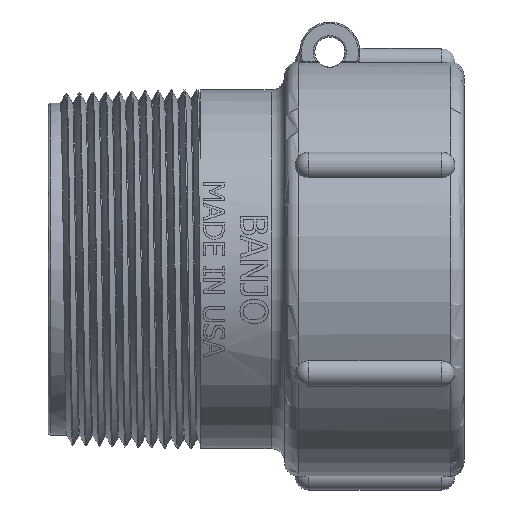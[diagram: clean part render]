
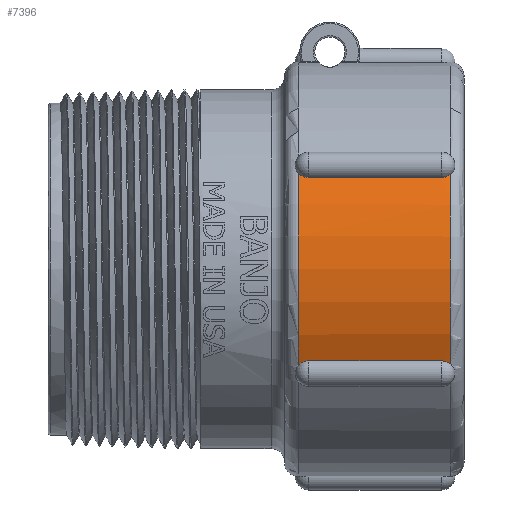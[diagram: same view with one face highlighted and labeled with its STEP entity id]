
A CAD part, left-side view. The second image highlights one B-rep face of the part: STEP entity #7396.
In plain terms, the highlighted cylindrical face has radius 34.925 mm (diameter 69.85 mm), a partial arc.
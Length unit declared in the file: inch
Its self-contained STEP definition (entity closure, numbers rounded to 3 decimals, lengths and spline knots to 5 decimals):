
#637=CIRCLE('',#7973,1.375);
#644=CIRCLE('',#7984,1.375);
#1045=FACE_OUTER_BOUND('',#1488,.T.);
#1488=EDGE_LOOP('',(#6643,#6644,#6645,#6646,#6647,#6648,#6649,#6650));
#1935=B_SPLINE_CURVE_WITH_KNOTS('',3,(#30729,#30730,#30731,#30732,#30733,
#30734,#30735,#30736),.UNSPECIFIED.,.F.,.F.,(4,2,2,4),(1.17028,
1.20648,1.28544,1.3644),.UNSPECIFIED.);
#1936=B_SPLINE_CURVE_WITH_KNOTS('',3,(#30740,#30741,#30742,#30743,#30744,
#30745,#30746,#30747),.UNSPECIFIED.,.F.,.F.,(4,2,2,4),(0.,0.07896,
0.15792,0.15952),.UNSPECIFIED.);
#1937=B_SPLINE_CURVE_WITH_KNOTS('',3,(#30751,#30752,#30753,#30754,#30755,
#30756,#30757,#30758),.UNSPECIFIED.,.F.,.F.,(4,2,2,4),(0.52268,
0.52428,0.60324,0.6822),.UNSPECIFIED.);
#1938=B_SPLINE_CURVE_WITH_KNOTS('',3,(#30761,#30762,#30763,#30764,#30765,
#30766,#30767,#30768),.UNSPECIFIED.,.F.,.F.,(4,2,2,4),(0.6822,
0.76116,0.84012,0.87632),.UNSPECIFIED.);
#2376=LINE('',#30738,#2810);
#2377=LINE('',#30760,#2811);
#2810=VECTOR('',#9426,0.3937);
#2811=VECTOR('',#9429,0.3937);
#3507=VERTEX_POINT('',#30537);
#3508=VERTEX_POINT('',#30544);
#3535=VERTEX_POINT('',#30728);
#3536=VERTEX_POINT('',#30737);
#3537=VERTEX_POINT('',#30739);
#3538=VERTEX_POINT('',#30748);
#3539=VERTEX_POINT('',#30750);
#3540=VERTEX_POINT('',#30759);
#4575=EDGE_CURVE('',#3507,#3508,#637,.T.);
#4607=EDGE_CURVE('',#3535,#3507,#1935,.F.);
#4608=EDGE_CURVE('',#3535,#3536,#2376,.T.);
#4609=EDGE_CURVE('',#3537,#3536,#1936,.F.);
#4610=EDGE_CURVE('',#3538,#3537,#644,.T.);
#4611=EDGE_CURVE('',#3539,#3538,#1937,.F.);
#4612=EDGE_CURVE('',#3539,#3540,#2377,.T.);
#4613=EDGE_CURVE('',#3508,#3540,#1938,.F.);
#6643=ORIENTED_EDGE('',*,*,#4575,.F.);
#6644=ORIENTED_EDGE('',*,*,#4607,.F.);
#6645=ORIENTED_EDGE('',*,*,#4608,.T.);
#6646=ORIENTED_EDGE('',*,*,#4609,.F.);
#6647=ORIENTED_EDGE('',*,*,#4610,.F.);
#6648=ORIENTED_EDGE('',*,*,#4611,.F.);
#6649=ORIENTED_EDGE('',*,*,#4612,.T.);
#6650=ORIENTED_EDGE('',*,*,#4613,.F.);
#7019=CYLINDRICAL_SURFACE('',#7983,1.375);
#7396=ADVANCED_FACE('',(#1045),#7019,.T.);
#7973=AXIS2_PLACEMENT_3D('',#30545,#9398,#9399);
#7983=AXIS2_PLACEMENT_3D('',#30727,#9424,#9425);
#7984=AXIS2_PLACEMENT_3D('',#30749,#9427,#9428);
#9398=DIRECTION('center_axis',(0.,-1.,0.));
#9399=DIRECTION('ref_axis',(-1.,0.,0.));
#9424=DIRECTION('center_axis',(0.,-1.,0.));
#9425=DIRECTION('ref_axis',(-1.,0.,0.));
#9426=DIRECTION('',(0.,1.,0.));
#9427=DIRECTION('center_axis',(0.,1.,0.));
#9428=DIRECTION('ref_axis',(-1.,0.,0.));
#9429=DIRECTION('',(0.,-1.,0.));
#30537=CARTESIAN_POINT('',(-1.21806,1.66,0.63794));
#30544=CARTESIAN_POINT('',(-1.21806,1.66,-0.63794));
#30545=CARTESIAN_POINT('Origin',(0.,1.66,0.));
#30727=CARTESIAN_POINT('Origin',(0.,2.165,0.));
#30728=CARTESIAN_POINT('',(-1.23321,1.73,0.60813));
#30729=CARTESIAN_POINT('Ctrl Pts',(-1.21806,1.66,0.63794));
#30730=CARTESIAN_POINT('Ctrl Pts',(-1.21993,1.66326,0.63436));
#30731=CARTESIAN_POINT('Ctrl Pts',(-1.22166,1.66691,0.63103));
#30732=CARTESIAN_POINT('Ctrl Pts',(-1.22622,1.67824,0.62213));
#30733=CARTESIAN_POINT('Ctrl Pts',(-1.22888,1.68783,0.61684));
#30734=CARTESIAN_POINT('Ctrl Pts',(-1.23237,1.70853,0.60983));
#30735=CARTESIAN_POINT('Ctrl Pts',(-1.23321,1.71964,0.60813));
#30736=CARTESIAN_POINT('Ctrl Pts',(-1.23321,1.73,0.60813));
#30737=CARTESIAN_POINT('',(-1.23321,2.61,0.60813));
#30738=CARTESIAN_POINT('',(-1.23321,2.7,0.60813));
#30739=CARTESIAN_POINT('',(-1.2229,2.67,0.6286));
#30740=CARTESIAN_POINT('Ctrl Pts',(-1.23321,2.61,0.60813));
#30741=CARTESIAN_POINT('Ctrl Pts',(-1.23321,2.62036,0.60813));
#30742=CARTESIAN_POINT('Ctrl Pts',(-1.23237,2.63147,0.60983));
#30743=CARTESIAN_POINT('Ctrl Pts',(-1.22888,2.65217,0.61684));
#30744=CARTESIAN_POINT('Ctrl Pts',(-1.22622,2.66176,0.62213));
#30745=CARTESIAN_POINT('Ctrl Pts',(-1.22303,2.66968,0.62835));
#30746=CARTESIAN_POINT('Ctrl Pts',(-1.22296,2.66984,0.62848));
#30747=CARTESIAN_POINT('Ctrl Pts',(-1.2229,2.67,0.6286));
#30748=CARTESIAN_POINT('',(-1.2229,2.67,-0.6286));
#30749=CARTESIAN_POINT('Origin',(0.,2.67,0.));
#30750=CARTESIAN_POINT('',(-1.23321,2.61,-0.60813));
#30751=CARTESIAN_POINT('Ctrl Pts',(-1.2229,2.67,-0.6286));
#30752=CARTESIAN_POINT('Ctrl Pts',(-1.22296,2.66984,-0.62848));
#30753=CARTESIAN_POINT('Ctrl Pts',(-1.22303,2.66968,-0.62835));
#30754=CARTESIAN_POINT('Ctrl Pts',(-1.22622,2.66176,-0.62213));
#30755=CARTESIAN_POINT('Ctrl Pts',(-1.22888,2.65217,-0.61684));
#30756=CARTESIAN_POINT('Ctrl Pts',(-1.23237,2.63147,-0.60983));
#30757=CARTESIAN_POINT('Ctrl Pts',(-1.23321,2.62036,-0.60813));
#30758=CARTESIAN_POINT('Ctrl Pts',(-1.23321,2.61,-0.60813));
#30759=CARTESIAN_POINT('',(-1.23321,1.73,-0.60813));
#30760=CARTESIAN_POINT('',(-1.23321,2.7,-0.60813));
#30761=CARTESIAN_POINT('Ctrl Pts',(-1.23321,1.73,-0.60813));
#30762=CARTESIAN_POINT('Ctrl Pts',(-1.23321,1.71964,-0.60813));
#30763=CARTESIAN_POINT('Ctrl Pts',(-1.23237,1.70853,-0.60983));
#30764=CARTESIAN_POINT('Ctrl Pts',(-1.22888,1.68783,-0.61684));
#30765=CARTESIAN_POINT('Ctrl Pts',(-1.22622,1.67824,-0.62213));
#30766=CARTESIAN_POINT('Ctrl Pts',(-1.22166,1.66691,-0.63103));
#30767=CARTESIAN_POINT('Ctrl Pts',(-1.21993,1.66326,-0.63436));
#30768=CARTESIAN_POINT('Ctrl Pts',(-1.21806,1.66,-0.63794));
